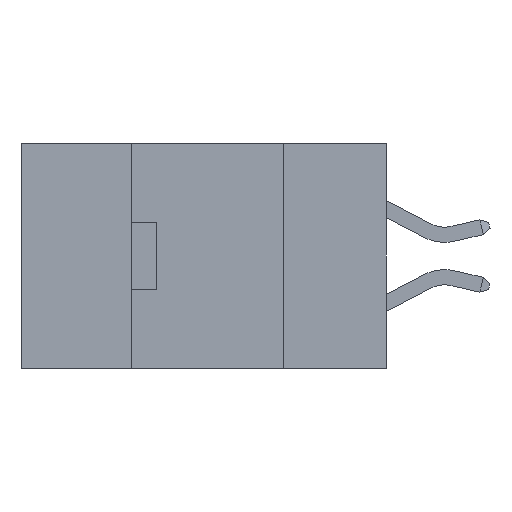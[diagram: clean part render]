
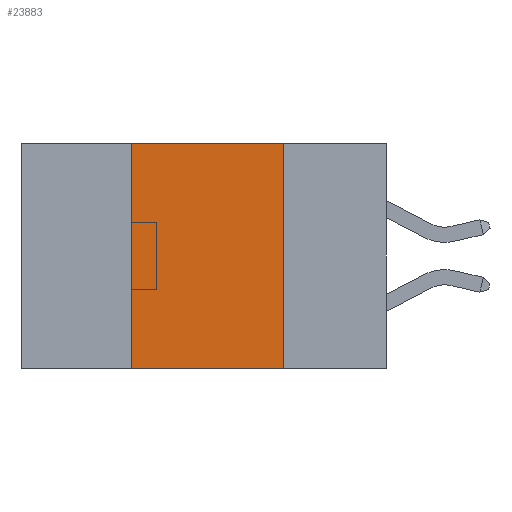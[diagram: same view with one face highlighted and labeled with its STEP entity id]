
A CAD part, left-side view. The second image highlights one B-rep face of the part: STEP entity #23883.
In plain terms, the highlighted planar face has unit normal (-1, 0, 0).
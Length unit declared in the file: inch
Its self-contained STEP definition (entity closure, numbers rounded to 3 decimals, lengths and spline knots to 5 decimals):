
#107 = CARTESIAN_POINT ( 'NONE',  ( 0., 0.42, -0.37 ) ) ;
#557 = VERTEX_POINT ( 'NONE', #18849 ) ;
#681 = CARTESIAN_POINT ( 'NONE',  ( 0., 0.17, 0. ) ) ;
#918 = LINE ( 'NONE', #18247, #15867 ) ;
#2529 = AXIS2_PLACEMENT_3D ( 'NONE', #12616, #17426, #13174 ) ;
#3169 = ORIENTED_EDGE ( 'NONE', *, *, #10432, .F. ) ;
#3930 = CARTESIAN_POINT ( 'NONE',  ( 0., 0.17, -0.37 ) ) ;
#4146 = EDGE_LOOP ( 'NONE', ( #3169, #25749, #16260, #25500 ) ) ;
#4236 = PLANE ( 'NONE',  #2529 ) ;
#4426 = VECTOR ( 'NONE', #6023, 39.37008 ) ;
#5240 = VERTEX_POINT ( 'NONE', #3930 ) ;
#5884 = CARTESIAN_POINT ( 'NONE',  ( 0., 0.6, -0.37 ) ) ;
#6023 = DIRECTION ( 'NONE',  ( 0., -1., 0. ) ) ;
#6478 = LINE ( 'NONE', #107, #12449 ) ;
#6589 = LINE ( 'NONE', #12973, #27241 ) ;
#9167 = EDGE_CURVE ( 'NONE', #18039, #15034, #918, .T. ) ;
#10432 = EDGE_CURVE ( 'NONE', #15034, #5240, #6589, .T. ) ;
#12449 = VECTOR ( 'NONE', #23550, 39.37008 ) ;
#12616 = CARTESIAN_POINT ( 'NONE',  ( 0., 0.6, 0. ) ) ;
#12973 = CARTESIAN_POINT ( 'NONE',  ( 0., 0.17, -0.37 ) ) ;
#13174 = DIRECTION ( 'NONE',  ( 0., 0., -1. ) ) ;
#15034 = VERTEX_POINT ( 'NONE', #681 ) ;
#15280 = FACE_OUTER_BOUND ( 'NONE', #4146, .T. ) ;
#15867 = VECTOR ( 'NONE', #20649, 39.37008 ) ;
#15899 = CARTESIAN_POINT ( 'NONE',  ( 0., 0.42, 0. ) ) ;
#16260 = ORIENTED_EDGE ( 'NONE', *, *, #18736, .F. ) ;
#17426 = DIRECTION ( 'NONE',  ( 1., 0., 0. ) ) ;
#17515 = DIRECTION ( 'NONE',  ( 0., 0., -1. ) ) ;
#18039 = VERTEX_POINT ( 'NONE', #15899 ) ;
#18247 = CARTESIAN_POINT ( 'NONE',  ( 0., 0.6, 0. ) ) ;
#18736 = EDGE_CURVE ( 'NONE', #557, #18039, #6478, .T. ) ;
#18849 = CARTESIAN_POINT ( 'NONE',  ( 0., 0.42, -0.37 ) ) ;
#20649 = DIRECTION ( 'NONE',  ( 0., -1., 0. ) ) ;
#23550 = DIRECTION ( 'NONE',  ( 0., 0., 1. ) ) ;
#23883 = ADVANCED_FACE ( 'NONE', ( #15280 ), #4236, .F. ) ;
#25372 = LINE ( 'NONE', #5884, #4426 ) ;
#25500 = ORIENTED_EDGE ( 'NONE', *, *, #27760, .T. ) ;
#25749 = ORIENTED_EDGE ( 'NONE', *, *, #9167, .F. ) ;
#27241 = VECTOR ( 'NONE', #17515, 39.37008 ) ;
#27760 = EDGE_CURVE ( 'NONE', #557, #5240, #25372, .T. ) ;
